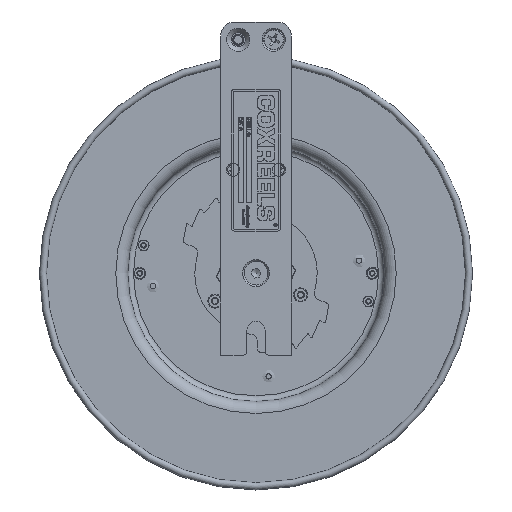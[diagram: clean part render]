
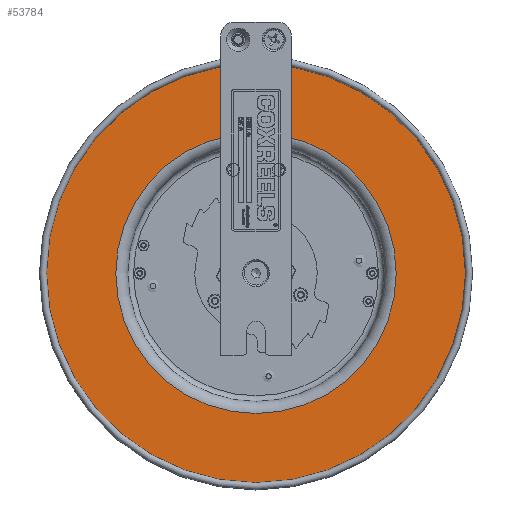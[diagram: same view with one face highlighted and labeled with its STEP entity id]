
A CAD part, top view. The second image highlights one B-rep face of the part: STEP entity #53784.
In plain terms, the highlighted planar face has unit normal (0, 0, 1).
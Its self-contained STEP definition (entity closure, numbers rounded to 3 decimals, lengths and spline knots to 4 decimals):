
#2855=FACE_BOUND('',#9759,.T.);
#4457=CIRCLE('',#57514,4.9375);
#4458=CIRCLE('',#57515,4.9375);
#4460=CIRCLE('',#57518,7.5);
#7277=FACE_OUTER_BOUND('',#9758,.T.);
#9758=EDGE_LOOP('',(#47454));
#9759=EDGE_LOOP('',(#47455,#47456));
#25971=VERTEX_POINT('',#99370);
#25972=VERTEX_POINT('',#99371);
#25973=VERTEX_POINT('',#99376);
#34578=EDGE_CURVE('',#25971,#25972,#4457,.T.);
#34579=EDGE_CURVE('',#25972,#25971,#4458,.T.);
#34581=EDGE_CURVE('',#25973,#25973,#4460,.T.);
#47454=ORIENTED_EDGE('',*,*,#34581,.F.);
#47455=ORIENTED_EDGE('',*,*,#34578,.T.);
#47456=ORIENTED_EDGE('',*,*,#34579,.T.);
#49514=PLANE('',#57517);
#53784=ADVANCED_FACE('',(#7277,#2855),#49514,.T.);
#57514=AXIS2_PLACEMENT_3D('',#99372,#69126,#69127);
#57515=AXIS2_PLACEMENT_3D('',#99373,#69128,#69129);
#57517=AXIS2_PLACEMENT_3D('',#99375,#69132,#69133);
#57518=AXIS2_PLACEMENT_3D('',#99377,#69134,#69135);
#69126=DIRECTION('center_axis',(0.,0.,
-1.));
#69127=DIRECTION('ref_axis',(-1.,0.,0.));
#69128=DIRECTION('center_axis',(0.,0.,
-1.));
#69129=DIRECTION('ref_axis',(-1.,0.,0.));
#69132=DIRECTION('center_axis',(0.,0.,
1.));
#69133=DIRECTION('ref_axis',(0.,1.,0.));
#69134=DIRECTION('center_axis',(0.,0.,
-1.));
#69135=DIRECTION('ref_axis',(-1.,0.,0.));
#99370=CARTESIAN_POINT('',(-4.9375,-3.0078,-0.655));
#99371=CARTESIAN_POINT('',(0.,1.9297,-0.655));
#99372=CARTESIAN_POINT('Origin',(0.,-3.0078,
-0.655));
#99373=CARTESIAN_POINT('Origin',(0.,-3.0078,
-0.655));
#99375=CARTESIAN_POINT('Origin',(-6.2188,-3.0078,-0.655));
#99376=CARTESIAN_POINT('',(-7.5,-3.0078,-0.655));
#99377=CARTESIAN_POINT('Origin',(0.,-3.0078,
-0.655));
